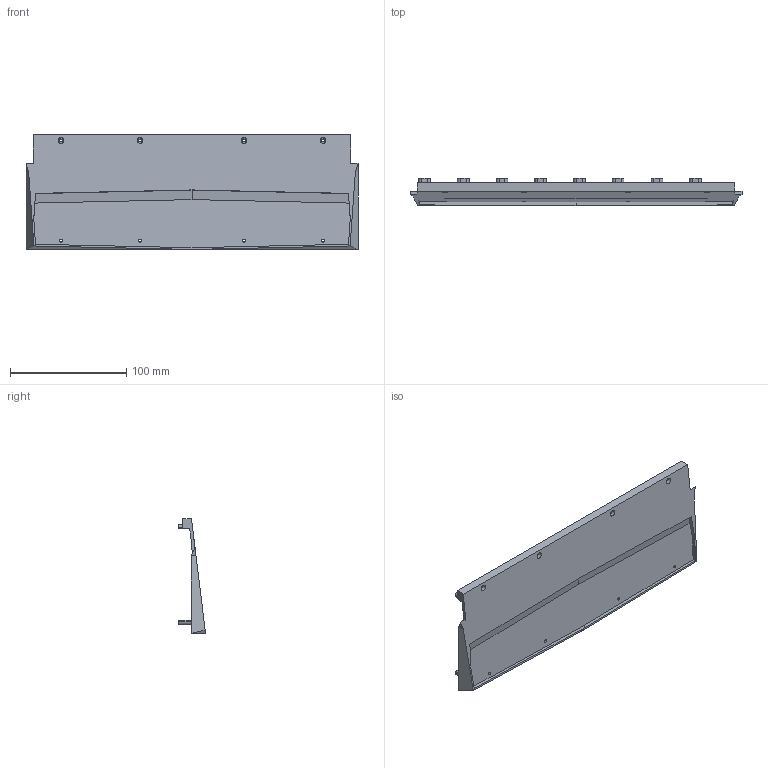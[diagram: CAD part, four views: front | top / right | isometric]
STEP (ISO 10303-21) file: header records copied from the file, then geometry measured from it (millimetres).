
FILE_DESCRIPTION(/* description */ (''),/* implementation_level */ '2;1');
FILE_NAME(/* name */ 'Bottom Case.step',/* time_stamp */ '2025-10-19T00:13:12-04:00',/* author */ (''),/* organization */ (''),/* preprocessor_version */ 'ST-DEVELOPER v20.1',/* originating_system */ 'Autodesk Translation Framework v14.17.0.0',/* authorisation */ '');
FILE_SCHEMA (('AUTOMOTIVE_DESIGN { 1 0 10303 214 3 1 1 }'));
Length unit declared in the file: millimetre
Products named in the file (1): bottom case
Bounding box: 285.27 x 23.21 x 98.7 mm (x, y, z)
Volume: 113773.6 mm3; surface area: 69896.9 mm2
Topology: 1 solids, 1 shells, 146 faces, 410 edges, 271 vertices
Faces by surface type: plane 102, cylinder 44
Full cylindrical faces by diameter (mm): 2.4 x8, 5 x4
Entity records: 4740 total; most frequent: CARTESIAN_POINT 828, ORIENTED_EDGE 820, DIRECTION 792, EDGE_CURVE 410, LINE 322, VECTOR 322, VERTEX_POINT 271, AXIS2_PLACEMENT_3D 235
